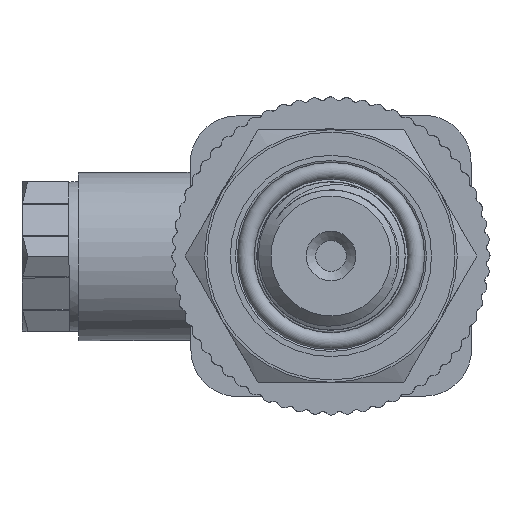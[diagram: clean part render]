
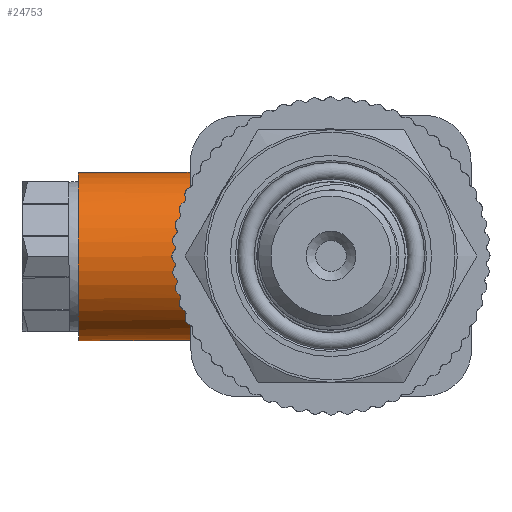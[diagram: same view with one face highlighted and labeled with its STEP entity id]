
A CAD part, left-side view. The second image highlights one B-rep face of the part: STEP entity #24753.
In plain terms, the highlighted cylindrical face has radius 9 mm (diameter 18 mm), a full revolution.
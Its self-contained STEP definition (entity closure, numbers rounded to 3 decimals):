
#2329=FACE_OUTER_BOUND('',#3734,.T.);
#3734=EDGE_LOOP('',(#20301,#20302,#20303,#20304,#20305,#20306,#20307));
#4664=CIRCLE('',#25925,9.);
#4665=CIRCLE('',#25926,9.);
#4690=CIRCLE('',#26007,9.);
#5820=B_SPLINE_CURVE_WITH_KNOTS('',3,(#73090,#73091,#73092,#73093,#73094,
#73095,#73096,#73097,#73098,#73099),.UNSPECIFIED.,.F.,.F.,(4,2,1,1,1,1,
4),(-0.002,0.,0.204,0.408,0.611,
0.815,1.019),.UNSPECIFIED.);
#5821=B_SPLINE_CURVE_WITH_KNOTS('',3,(#73168,#73169,#73170,#73171,#73172,
#73173,#73174,#73175,#73176,#73177,#73178,#73179),.UNSPECIFIED.,.F.,.F.,
(4,1,1,1,1,1,1,2,4),(0.,0.204,0.306,
0.408,0.509,0.611,0.815,
1.019,1.02),.UNSPECIFIED.);
#6949=LINE('',#73507,#8951);
#8951=VECTOR('',#28860,9.);
#11072=VERTEX_POINT('',#70571);
#11333=VERTEX_POINT('',#73088);
#11334=VERTEX_POINT('',#73101);
#11336=VERTEX_POINT('',#73105);
#11427=VERTEX_POINT('',#73505);
#14429=EDGE_CURVE('',#11072,#11333,#5820,.T.);
#14432=EDGE_CURVE('',#11333,#11336,#4664,.T.);
#14433=EDGE_CURVE('',#11336,#11334,#4665,.T.);
#14434=EDGE_CURVE('',#11334,#11072,#5821,.T.);
#14579=EDGE_CURVE('',#11427,#11427,#4690,.T.);
#14580=EDGE_CURVE('',#11427,#11336,#6949,.T.);
#20301=ORIENTED_EDGE('',*,*,#14579,.F.);
#20302=ORIENTED_EDGE('',*,*,#14580,.T.);
#20303=ORIENTED_EDGE('',*,*,#14432,.F.);
#20304=ORIENTED_EDGE('',*,*,#14429,.F.);
#20305=ORIENTED_EDGE('',*,*,#14434,.F.);
#20306=ORIENTED_EDGE('',*,*,#14433,.F.);
#20307=ORIENTED_EDGE('',*,*,#14580,.F.);
#23960=CYLINDRICAL_SURFACE('',#26006,9.);
#24753=ADVANCED_FACE('',(#2329),#23960,.T.);
#25925=AXIS2_PLACEMENT_3D('',#73106,#28587,#28588);
#25926=AXIS2_PLACEMENT_3D('',#73107,#28589,#28590);
#26006=AXIS2_PLACEMENT_3D('',#73504,#28856,#28857);
#26007=AXIS2_PLACEMENT_3D('',#73506,#28858,#28859);
#28587=DIRECTION('center_axis',(0.,0.,-1.));
#28588=DIRECTION('ref_axis',(1.,0.,0.));
#28589=DIRECTION('center_axis',(0.,0.,-1.));
#28590=DIRECTION('ref_axis',(1.,0.,0.));
#28856=DIRECTION('center_axis',(0.,0.,1.));
#28857=DIRECTION('ref_axis',(-1.,0.,0.));
#28858=DIRECTION('center_axis',(0.,0.,1.));
#28859=DIRECTION('ref_axis',(-1.,0.,0.));
#28860=DIRECTION('',(0.,0.,-1.));
#70571=CARTESIAN_POINT('',(-28.,0.,10.5));
#73088=CARTESIAN_POINT('',(-24.4,7.2,14.5));
#73090=CARTESIAN_POINT('Ctrl Pts',(-28.,0.,10.5));
#73091=CARTESIAN_POINT('Ctrl Pts',(-28.,0.004,10.503));
#73092=CARTESIAN_POINT('Ctrl Pts',(-28.,0.008,
10.505));
#73093=CARTESIAN_POINT('Ctrl Pts',(-27.999,0.528,
10.871));
#73094=CARTESIAN_POINT('Ctrl Pts',(-27.909,1.565,11.599));
#73095=CARTESIAN_POINT('Ctrl Pts',(-27.501,3.098,12.639));
#73096=CARTESIAN_POINT('Ctrl Pts',(-26.801,4.592,13.566));
#73097=CARTESIAN_POINT('Ctrl Pts',(-25.787,6.,14.28));
#73098=CARTESIAN_POINT('Ctrl Pts',(-24.889,6.833,14.5));
#73099=CARTESIAN_POINT('Ctrl Pts',(-24.4,7.2,14.5));
#73101=CARTESIAN_POINT('',(-24.4,-7.2,14.5));
#73105=CARTESIAN_POINT('',(-10.,0.,14.5));
#73106=CARTESIAN_POINT('Origin',(-19.,0.,14.5));
#73107=CARTESIAN_POINT('Origin',(-19.,0.,14.5));
#73168=CARTESIAN_POINT('Ctrl Pts',(-24.4,-7.2,14.5));
#73169=CARTESIAN_POINT('Ctrl Pts',(-24.889,-6.833,
14.5));
#73170=CARTESIAN_POINT('Ctrl Pts',(-25.563,-6.207,
14.335));
#73171=CARTESIAN_POINT('Ctrl Pts',(-26.294,-5.296,
13.923));
#73172=CARTESIAN_POINT('Ctrl Pts',(-26.763,-4.579,
13.539));
#73173=CARTESIAN_POINT('Ctrl Pts',(-27.15,-3.846,
13.104));
#73174=CARTESIAN_POINT('Ctrl Pts',(-27.569,-2.842,
12.466));
#73175=CARTESIAN_POINT('Ctrl Pts',(-27.909,-1.565,
11.6));
#73176=CARTESIAN_POINT('Ctrl Pts',(-27.999,-0.528,
10.871));
#73177=CARTESIAN_POINT('Ctrl Pts',(-28.,-0.008,
10.505));
#73178=CARTESIAN_POINT('Ctrl Pts',(-28.,-0.004,10.503));
#73179=CARTESIAN_POINT('Ctrl Pts',(-28.,0.,10.5));
#73504=CARTESIAN_POINT('Origin',(-19.,0.,13.5));
#73505=CARTESIAN_POINT('',(-10.,0.,27.));
#73506=CARTESIAN_POINT('Origin',(-19.,0.,27.));
#73507=CARTESIAN_POINT('',(-10.,0.,13.5));
